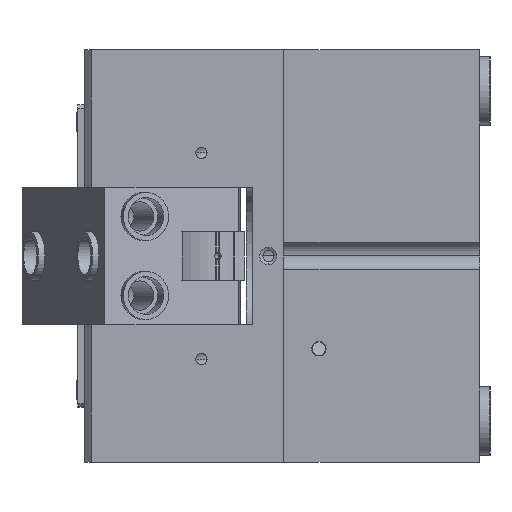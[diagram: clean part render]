
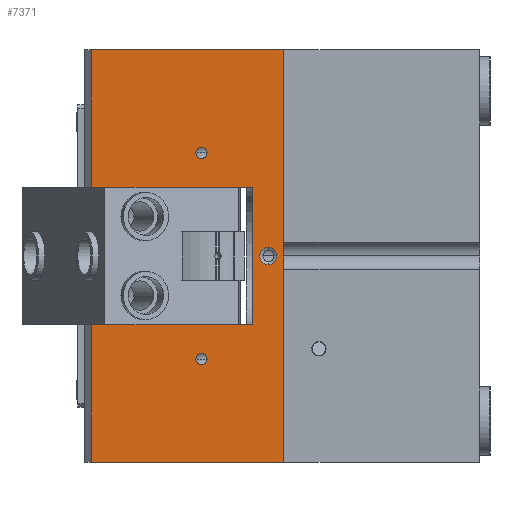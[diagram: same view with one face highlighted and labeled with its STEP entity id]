
A CAD part, left-side view. The second image highlights one B-rep face of the part: STEP entity #7371.
In plain terms, the highlighted planar face has unit normal (-1, 0, 0).
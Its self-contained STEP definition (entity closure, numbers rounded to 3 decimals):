
#253 = CARTESIAN_POINT ( 'NONE',  ( -110., 50., -60. ) ) ;
#254 = DIRECTION ( 'NONE',  ( 0., -1., 0. ) ) ;
#415 = CARTESIAN_POINT ( 'NONE',  ( -110., 106., -60. ) ) ;
#416 = DIRECTION ( 'NONE',  ( 0., 0., 1. ) ) ;
#465 = CARTESIAN_POINT ( 'NONE',  ( -110., 59., -20. ) ) ;
#466 = DIRECTION ( 'NONE',  ( 0., 0., 1. ) ) ;
#478 = CARTESIAN_POINT ( 'NONE',  ( -110., 50., -60. ) ) ;
#479 = DIRECTION ( 'NONE',  ( 0., 0., 1. ) ) ;
#480 = CARTESIAN_POINT ( 'NONE',  ( -110., 74., 30. ) ) ;
#484 = CARTESIAN_POINT ( 'NONE',  ( -110., 54.5, 0. ) ) ;
#489 = CARTESIAN_POINT ( 'NONE',  ( -110., 106., 20. ) ) ;
#490 = DIRECTION ( 'NONE',  ( 0., -1., 0. ) ) ;
#493 = CARTESIAN_POINT ( 'NONE',  ( -110., 74., -30. ) ) ;
#494 = DIRECTION ( 'NONE',  ( -1., 0., 0. ) ) ;
#495 = DIRECTION ( 'NONE',  ( 0., 0., 1. ) ) ;
#496 = CARTESIAN_POINT ( 'NONE',  ( -110., 106., -60. ) ) ;
#497 = DIRECTION ( 'NONE',  ( -1., 0., 0. ) ) ;
#498 = DIRECTION ( 'NONE',  ( 0., 0., 1. ) ) ;
#499 = DIRECTION ( 'NONE',  ( -1., 0., 0. ) ) ;
#500 = DIRECTION ( 'NONE',  ( 0., 0., 1. ) ) ;
#501 = CARTESIAN_POINT ( 'NONE',  ( -110., 106., -20. ) ) ;
#502 = DIRECTION ( 'NONE',  ( 0., -1., 0. ) ) ;
#503 = CARTESIAN_POINT ( 'NONE',  ( -110., 50., 60. ) ) ;
#504 = DIRECTION ( 'NONE',  ( 0., -1., 0. ) ) ;
#509 = DIRECTION ( 'NONE',  ( 0., 0., 1. ) ) ;
#1030 = LINE ( 'NONE', #415, #1031 ) ;
#1031 = VECTOR ( 'NONE', #416, 1000. ) ;
#1071 = LINE ( 'NONE', #465, #1072 ) ;
#1072 = VECTOR ( 'NONE', #466, 1000. ) ;
#1082 = LINE ( 'NONE', #478, #1083 ) ;
#1083 = VECTOR ( 'NONE', #479, 1000. ) ;
#1088 = LINE ( 'NONE', #489, #1089 ) ;
#1089 = VECTOR ( 'NONE', #490, 1000. ) ;
#1092 = LINE ( 'NONE', #501, #1095 ) ;
#1094 = CIRCLE ( 'NONE', #15033, 1.65 ) ;
#1095 = VECTOR ( 'NONE', #502, 1000. ) ;
#1096 = CIRCLE ( 'NONE', #15032, 2.5 ) ;
#1097 = LINE ( 'NONE', #496, #1103 ) ;
#1098 = CIRCLE ( 'NONE', #15034, 1.65 ) ;
#1099 = LINE ( 'NONE', #503, #1100 ) ;
#1100 = VECTOR ( 'NONE', #504, 1000. ) ;
#1103 = VECTOR ( 'NONE', #509, 1000. ) ;
#2879 = VERTEX_POINT ( 'NONE', #10599 ) ;
#2880 = VERTEX_POINT ( 'NONE', #10600 ) ;
#2895 = VERTEX_POINT ( 'NONE', #10615 ) ;
#2896 = VERTEX_POINT ( 'NONE', #10616 ) ;
#2897 = VERTEX_POINT ( 'NONE', #10617 ) ;
#2898 = VERTEX_POINT ( 'NONE', #10618 ) ;
#3014 = VERTEX_POINT ( 'NONE', #10734 ) ;
#3015 = VERTEX_POINT ( 'NONE', #10735 ) ;
#3049 = VERTEX_POINT ( 'NONE', #10769 ) ;
#3066 = VERTEX_POINT ( 'NONE', #10786 ) ;
#3067 = VERTEX_POINT ( 'NONE', #10787 ) ;
#3068 = VERTEX_POINT ( 'NONE', #10788 ) ;
#3069 = VERTEX_POINT ( 'NONE', #10789 ) ;
#3070 = VERTEX_POINT ( 'NONE', #10790 ) ;
#7229 = ORIENTED_EDGE ( 'NONE', *, *, #8139, .F. ) ;
#7230 = ORIENTED_EDGE ( 'NONE', *, *, #7860, .F. ) ;
#7231 = ORIENTED_EDGE ( 'NONE', *, *, #8140, .F. ) ;
#7232 = ORIENTED_EDGE ( 'NONE', *, *, #7887, .F. ) ;
#7233 = ORIENTED_EDGE ( 'NONE', *, *, #8138, .F. ) ;
#7234 = ORIENTED_EDGE ( 'NONE', *, *, #7890, .F. ) ;
#7235 = ORIENTED_EDGE ( 'NONE', *, *, #8136, .T. ) ;
#7236 = ORIENTED_EDGE ( 'NONE', *, *, #8126, .F. ) ;
#7237 = ORIENTED_EDGE ( 'NONE', *, *, #8141, .F. ) ;
#7238 = ORIENTED_EDGE ( 'NONE', *, *, #8103, .F. ) ;
#7239 = ORIENTED_EDGE ( 'NONE', *, *, #8039, .T. ) ;
#7240 = ORIENTED_EDGE ( 'NONE', *, *, #8132, .T. ) ;
#7241 = ORIENTED_EDGE ( 'NONE', *, *, #8142, .F. ) ;
#7242 = ORIENTED_EDGE ( 'NONE', *, *, #8144, .F. ) ;
#7371 = ADVANCED_FACE ( 'NONE', ( #16937, #16919, #16941, #16943 ), #16679, .T. ) ;
#7860 = EDGE_CURVE ( 'NONE', #2879, #2880, #18279, .T. ) ;
#7887 = EDGE_CURVE ( 'NONE', #2895, #2896, #18319, .T. ) ;
#7890 = EDGE_CURVE ( 'NONE', #2897, #2898, #18324, .T. ) ;
#8039 = EDGE_CURVE ( 'NONE', #3015, #3014, #19239, .T. ) ;
#8103 = EDGE_CURVE ( 'NONE', #3015, #3049, #1030, .T. ) ;
#8126 = EDGE_CURVE ( 'NONE', #3069, #3068, #1071, .T. ) ;
#8132 = EDGE_CURVE ( 'NONE', #3014, #3066, #1082, .T. ) ;
#8136 = EDGE_CURVE ( 'NONE', #3067, #3068, #1088, .T. ) ;
#8138 = EDGE_CURVE ( 'NONE', #2898, #2897, #1094, .T. ) ;
#8139 = EDGE_CURVE ( 'NONE', #2880, #2879, #1096, .T. ) ;
#8140 = EDGE_CURVE ( 'NONE', #2896, #2895, #1098, .T. ) ;
#8141 = EDGE_CURVE ( 'NONE', #3049, #3069, #1092, .T. ) ;
#8142 = EDGE_CURVE ( 'NONE', #3070, #3066, #1099, .T. ) ;
#8144 = EDGE_CURVE ( 'NONE', #3067, #3070, #1097, .T. ) ;
#9807 = EDGE_LOOP ( 'NONE', ( #7229, #7230 ) ) ;
#9810 = EDGE_LOOP ( 'NONE', ( #7231, #7232 ) ) ;
#9811 = EDGE_LOOP ( 'NONE', ( #7233, #7234 ) ) ;
#9812 = EDGE_LOOP ( 'NONE', ( #7235, #7236, #7237, #7238, #7239, #7240, #7241, #7242 ) ) ;
#10599 = CARTESIAN_POINT ( 'NONE',  ( -110., 54.5, -2.5 ) ) ;
#10600 = CARTESIAN_POINT ( 'NONE',  ( -110., 54.5, 2.5 ) ) ;
#10615 = CARTESIAN_POINT ( 'NONE',  ( -110., 74., -31.65 ) ) ;
#10616 = CARTESIAN_POINT ( 'NONE',  ( -110., 74., -28.35 ) ) ;
#10617 = CARTESIAN_POINT ( 'NONE',  ( -110., 74., 28.35 ) ) ;
#10618 = CARTESIAN_POINT ( 'NONE',  ( -110., 74., 31.65 ) ) ;
#10734 = CARTESIAN_POINT ( 'NONE',  ( -110., 50., -60. ) ) ;
#10735 = CARTESIAN_POINT ( 'NONE',  ( -110., 106., -60. ) ) ;
#10769 = CARTESIAN_POINT ( 'NONE',  ( -110., 106., -20. ) ) ;
#10786 = CARTESIAN_POINT ( 'NONE',  ( -110., 50., 60. ) ) ;
#10787 = CARTESIAN_POINT ( 'NONE',  ( -110., 106., 20. ) ) ;
#10788 = CARTESIAN_POINT ( 'NONE',  ( -110., 59., 20. ) ) ;
#10789 = CARTESIAN_POINT ( 'NONE',  ( -110., 59., -20. ) ) ;
#10790 = CARTESIAN_POINT ( 'NONE',  ( -110., 106., 60. ) ) ;
#14618 = AXIS2_PLACEMENT_3D ( 'NONE', #16682, #16684, #16685 ) ;
#14926 = AXIS2_PLACEMENT_3D ( 'NONE', #18731, #18732, #18733 ) ;
#14931 = AXIS2_PLACEMENT_3D ( 'NONE', #18847, #18848, #18849 ) ;
#14934 = AXIS2_PLACEMENT_3D ( 'NONE', #18853, #18855, #18856 ) ;
#15032 = AXIS2_PLACEMENT_3D ( 'NONE', #484, #497, #498 ) ;
#15033 = AXIS2_PLACEMENT_3D ( 'NONE', #480, #494, #495 ) ;
#15034 = AXIS2_PLACEMENT_3D ( 'NONE', #493, #499, #500 ) ;
#16679 = PLANE ( 'NONE',  #14618 ) ;
#16682 = CARTESIAN_POINT ( 'NONE',  ( -110., 50., -60. ) ) ;
#16684 = DIRECTION ( 'NONE',  ( -1., 0., 0. ) ) ;
#16685 = DIRECTION ( 'NONE',  ( 0., 0., 1. ) ) ;
#16919 = FACE_BOUND ( 'NONE', #9810, .T. ) ;
#16937 = FACE_BOUND ( 'NONE', #9807, .T. ) ;
#16941 = FACE_BOUND ( 'NONE', #9811, .T. ) ;
#16943 = FACE_OUTER_BOUND ( 'NONE', #9812, .T. ) ;
#18279 = CIRCLE ( 'NONE', #14926, 2.5 ) ;
#18319 = CIRCLE ( 'NONE', #14931, 1.65 ) ;
#18324 = CIRCLE ( 'NONE', #14934, 1.65 ) ;
#18731 = CARTESIAN_POINT ( 'NONE',  ( -110., 54.5, 0. ) ) ;
#18732 = DIRECTION ( 'NONE',  ( -1., 0., 0. ) ) ;
#18733 = DIRECTION ( 'NONE',  ( 0., 0., 1. ) ) ;
#18847 = CARTESIAN_POINT ( 'NONE',  ( -110., 74., -30. ) ) ;
#18848 = DIRECTION ( 'NONE',  ( -1., 0., 0. ) ) ;
#18849 = DIRECTION ( 'NONE',  ( 0., 0., 1. ) ) ;
#18853 = CARTESIAN_POINT ( 'NONE',  ( -110., 74., 30. ) ) ;
#18855 = DIRECTION ( 'NONE',  ( -1., 0., 0. ) ) ;
#18856 = DIRECTION ( 'NONE',  ( 0., 0., 1. ) ) ;
#19233 = VECTOR ( 'NONE', #254, 1000. ) ;
#19239 = LINE ( 'NONE', #253, #19233 ) ;
